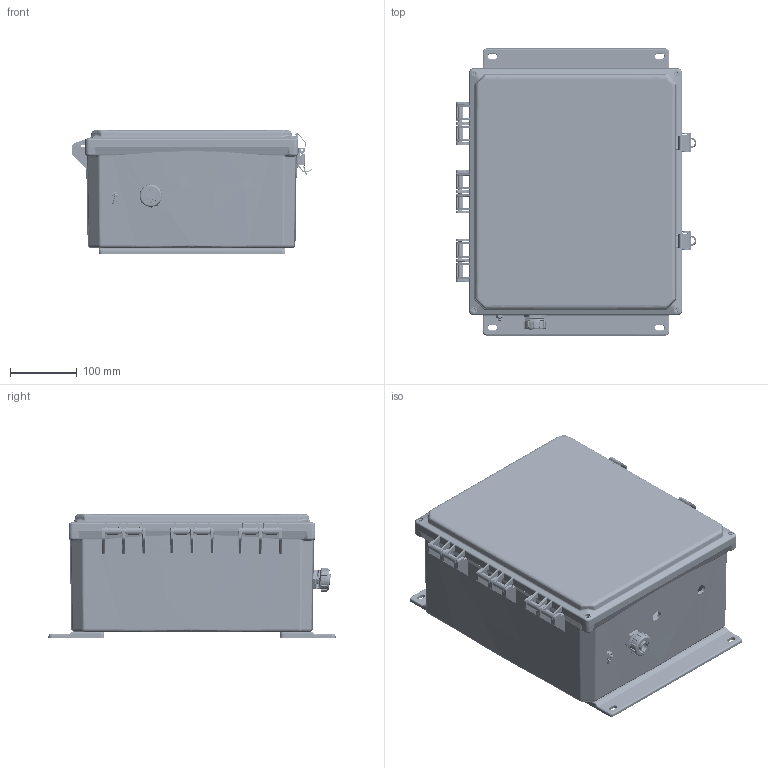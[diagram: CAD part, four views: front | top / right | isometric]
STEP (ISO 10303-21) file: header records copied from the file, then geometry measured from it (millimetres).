
FILE_DESCRIPTION (( 'STEP AP214' ), '1' );
FILE_NAME ('TEBPC141206-01.step', '2020-01-28T15:28:36', ( '' ), ( '' ), 'SwSTEP 2.0', 'SolidWorks 2018', '' );
FILE_SCHEMA (( 'AUTOMOTIVE_DESIGN' ));
Length unit declared in the file: millimetre
Products named in the file (18): XFN-0003; XC-0003; NBBPC141206_Latch; XFW-0002; TEBPC141206-01; XF451-01; NBBPC141206_Lid; XFS-0026; Copy of XCT-0010^TEBPC141206-01; NBBPC141206_Box; Copy of XCT-0011^TEBPC141206-01; XFS-0017; XFS-0020_91735A827; XNBBPC141206-01; Integra-Upper Insert; Integra-Bottom Insert; NBBPC141206_12IN-MNT-FLANGE; XCT-0005
Assembly tree (33 placements, depth 3):
  TEBPC141206-01
    XNBBPC141206-01
      NBBPC141206_Box
      NBBPC141206_Lid
      NBBPC141206_Latch  x2
      NBBPC141206_12IN-MNT-FLANGE  x2
      Integra-Bottom Insert  x4
      Integra-Upper Insert  x4
    XFW-0002  x5
    XFS-0017
    XC-0003
    XFN-0003  x2
    XCT-0005
    Copy of XCT-0010^TEBPC141206-01
    Copy of XCT-0011^TEBPC141206-01
    XFS-0026
    XF451-01
    XFS-0020_91735A827  x4
Bounding box: 360.69 x 430.53 x 185.49 mm (x, y, z)
Volume: 2626357.7 mm3; surface area: 1311671 mm2
Topology: 36 solids, 37 shells, 6451 faces, 16094 edges, 9517 vertices
Faces by surface type: cylinder 2423, bspline 1544, plane 1492, cone 820, torus 164, sphere 8
Entity records: 229238 total; most frequent: CARTESIAN_POINT 130575, ORIENTED_EDGE 21912, DIRECTION 15992, EDGE_CURVE 10956, VERTEX_POINT 6565, AXIS2_PLACEMENT_3D 5918, EDGE_LOOP 4751, ADVANCED_FACE 4504
